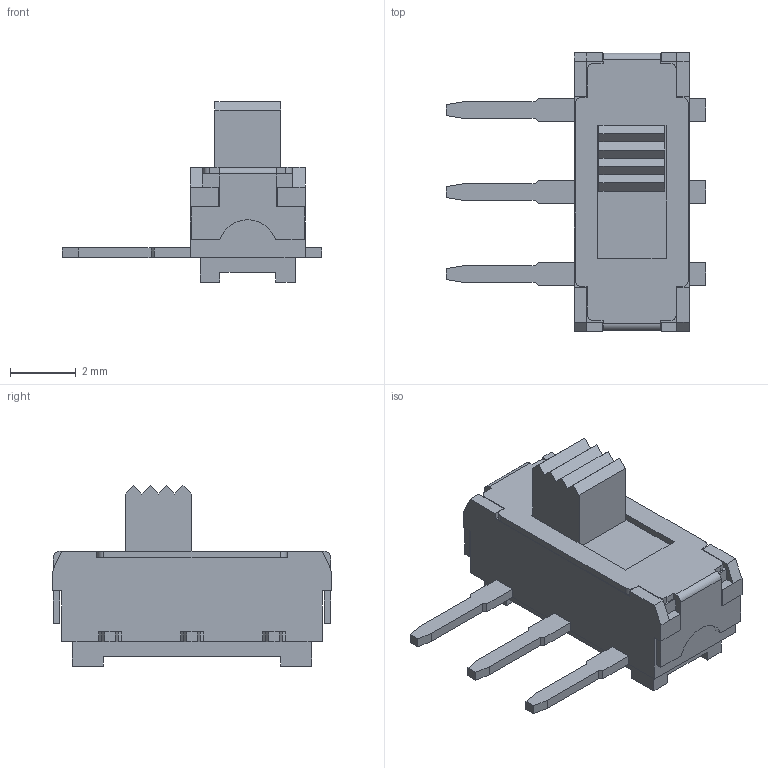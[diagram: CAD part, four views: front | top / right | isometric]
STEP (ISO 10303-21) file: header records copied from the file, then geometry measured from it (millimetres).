
FILE_DESCRIPTION(/* description */ (''),/* implementation_level */ '2;1');
FILE_NAME(/* name */ 'EG1270.stp',/* time_stamp */ '2023-03-31T11:15:06-05:00',/* author */ ('mwilliams'),/* organization */ (''),/* preprocessor_version */ 'ST-DEVELOPER v18',/* originating_system */ 'Autodesk Inventor 2020',/* authorisation */ '');
FILE_SCHEMA (('AUTOMOTIVE_DESIGN { 1 0 10303 214 3 1 1 }'));
Length unit declared in the file: millimetre
Products named in the file (1): EG1270
Bounding box: 7.9 x 8.5 x 5.5 mm (x, y, z)
Volume: 96.8 mm3; surface area: 209 mm2
Topology: 1 solids, 1 shells, 197 faces, 574 edges, 376 vertices
Faces by surface type: plane 180, cylinder 17
Entity records: 6605 total; most frequent: ORIENTED_EDGE 1148, CARTESIAN_POINT 1148, DIRECTION 1002, EDGE_CURVE 574, LINE 542, VECTOR 542, VERTEX_POINT 376, AXIS2_PLACEMENT_3D 230
